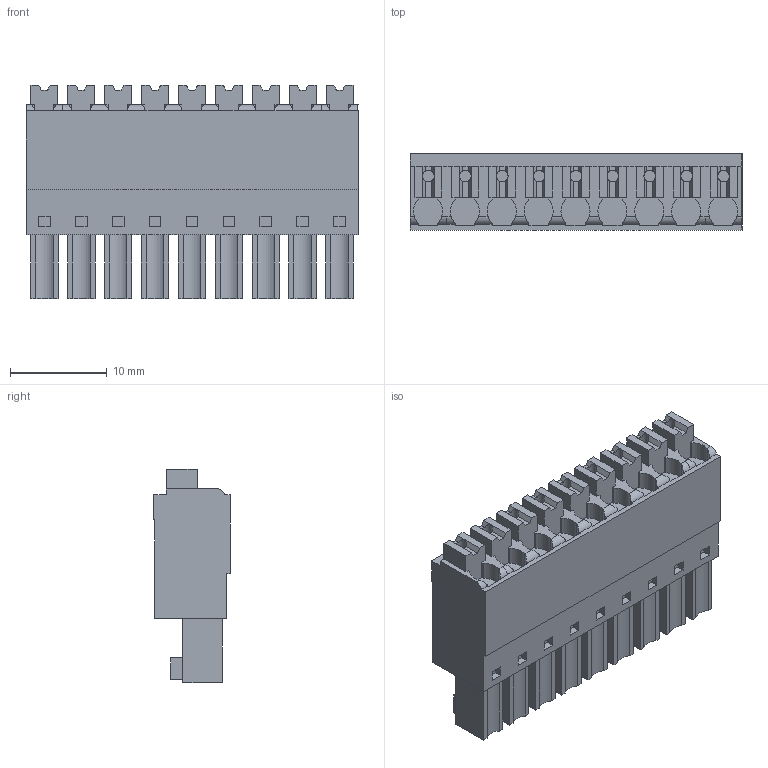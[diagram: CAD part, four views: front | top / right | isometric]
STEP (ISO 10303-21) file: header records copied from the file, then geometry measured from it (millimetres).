
FILE_DESCRIPTION(('CATIA V5 STEP Exchange','CAx-IF Rec.Pracs.--- Model Styling and Organization---1.2---2011-12-15'),'2;1');
FILE_NAME ('D1460607_0', '2017-07-25T13:06:35+00:00', ('none'), ('Weidmueller'), 'CATIA Version 5-6 Release 2014', 'CATIA V5 STEP AP214', 'none');
FILE_SCHEMA(('AUTOMOTIVE_DESIGN { 1 0 10303 214 1 1 1 1 }'));
Length unit declared in the file: millimetre
Products named in the file (1): 1969160000
Bounding box: 34.29 x 7.9 x 22 mm (x, y, z)
Volume: 4123.3 mm3; surface area: 3618.2 mm2
Topology: 10 solids, 10 shells, 547 faces, 1465 edges, 974 vertices
Faces by surface type: plane 445, cylinder 102
Entity records: 16339 total; most frequent: CARTESIAN_POINT 3040, ORIENTED_EDGE 2930, DIRECTION 2050, EDGE_CURVE 1465, VECTOR 1191, LINE 1191, VERTEX_POINT 974, EDGE_LOOP 601
